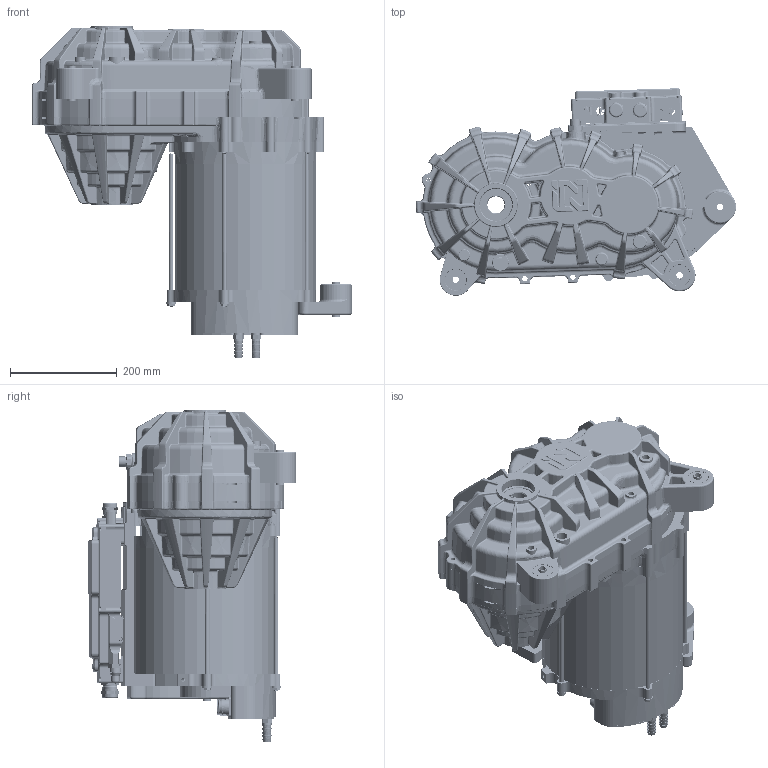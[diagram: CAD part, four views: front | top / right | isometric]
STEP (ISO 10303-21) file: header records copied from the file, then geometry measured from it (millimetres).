
FILE_DESCRIPTION (( 'STEP AP203' ), '1' );
FILE_NAME ('rDA4002-5U-100.STEP', '2025-11-04T10:28:58', ( '' ), ( '' ), 'SwSTEP 2.0', 'SolidWorks 2024', '' );
FILE_SCHEMA (( 'CONFIG_CONTROL_DESIGN' ));
Length unit declared in the file: millimetre
Products named in the file (1): rDA4002-5U-100
Bounding box: 599.81 x 389.11 x 622.1 mm (x, y, z)
Surface area: 1724406.4 mm2 (no closed solid volume)
Topology: 0 solids, 128 shells, 4259 faces, 13451 edges, 9106 vertices
Faces by surface type: cylinder 1292, bspline 1153, plane 929, torus 477, cone 358, sphere 50
Entity records: 227769 total; most frequent: CARTESIAN_POINT 117835, ORIENTED_EDGE 22671, DIRECTION 21784, EDGE_CURVE 13388, VERTEX_POINT 9106, AXIS2_PLACEMENT_3D 8829, CIRCLE 5722, EDGE_LOOP 4820
